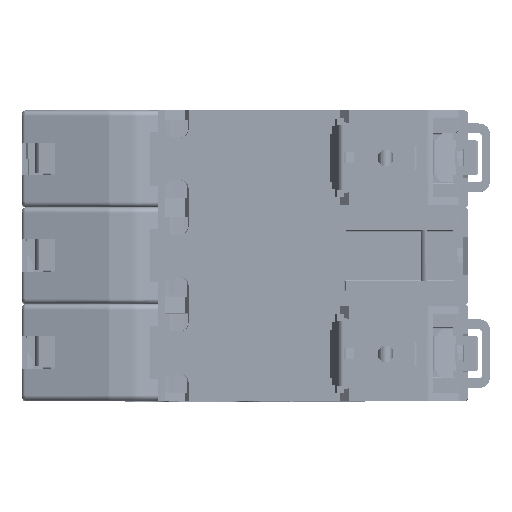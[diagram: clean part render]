
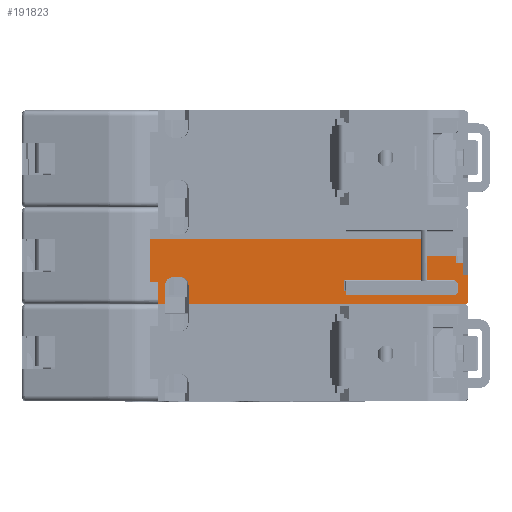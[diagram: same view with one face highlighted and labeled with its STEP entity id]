
A CAD part, top view. The second image highlights one B-rep face of the part: STEP entity #191823.
In plain terms, the highlighted planar face has unit normal (0, 0, 1).
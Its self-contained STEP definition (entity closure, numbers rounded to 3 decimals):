
#180729=DIRECTION('',(0.,1.,0.));
#180730=VECTOR('',#180729,4.4);
#180731=CARTESIAN_POINT('',(33.5,-13.3,44.));
#180732=LINE('',#180731,#180730);
#180733=CARTESIAN_POINT('',(40.3,-17.1,44.));
#180734=DIRECTION('',(0.,0.,-1.));
#180735=DIRECTION('',(1.,0.,0.));
#180736=AXIS2_PLACEMENT_3D('',#180733,#180734,#180735);
#180738=DIRECTION('',(-1.,0.,0.));
#180739=VECTOR('',#180738,50.7);
#180740=CARTESIAN_POINT('',(40.3,-17.8,44.));
#180741=LINE('',#180740,#180739);
#180742=DIRECTION('',(0.,1.,0.));
#180743=VECTOR('',#180742,3.5);
#180744=CARTESIAN_POINT('',(-10.4,-17.8,44.));
#180745=LINE('',#180744,#180743);
#180746=DIRECTION('',(-1.,0.,0.));
#180747=VECTOR('',#180746,1.233);
#180748=CARTESIAN_POINT('',(-11.934,-12.8,44.));
#180749=LINE('',#180748,#180747);
#180750=DIRECTION('',(-1.,0.,0.));
#180751=VECTOR('',#180750,2.8);
#180752=CARTESIAN_POINT('',(-14.7,-17.8,44.));
#180753=LINE('',#180752,#180751);
#180754=DIRECTION('',(0.,1.,0.));
#180755=VECTOR('',#180754,11.9);
#180756=CARTESIAN_POINT('',(-17.5,-17.8,44.));
#180757=LINE('',#180756,#180755);
#180758=DIRECTION('',(1.,0.,0.));
#180759=VECTOR('',#180758,49.8);
#180760=CARTESIAN_POINT('',(-17.5,-5.9,44.));
#180761=LINE('',#180760,#180759);
#180762=DIRECTION('',(0.707,0.707,0.));
#180763=VECTOR('',#180762,0.956);
#180764=CARTESIAN_POINT('',(37.824,-15.4,44.));
#180765=LINE('',#180764,#180763);
#180766=DIRECTION('',(0.,-1.,0.));
#180767=VECTOR('',#180766,1.424);
#180768=CARTESIAN_POINT('',(38.5,-13.3,44.));
#180769=LINE('',#180768,#180767);
#180807=DIRECTION('',(-1.,0.,0.));
#180808=VECTOR('',#180807,19.624);
#180809=CARTESIAN_POINT('',(37.824,-15.4,44.));
#180810=LINE('',#180809,#180808);
#180836=DIRECTION('',(0.,1.,0.));
#180837=VECTOR('',#180836,2.1);
#180838=CARTESIAN_POINT('',(18.2,-15.4,44.));
#180839=LINE('',#180838,#180837);
#180872=DIRECTION('',(1.,0.,0.));
#180873=VECTOR('',#180872,5.);
#180874=CARTESIAN_POINT('',(33.5,-13.3,44.));
#180875=LINE('',#180874,#180873);
#180918=DIRECTION('',(0.,1.,0.));
#180919=VECTOR('',#180918,7.4);
#180920=CARTESIAN_POINT('',(32.3,-13.3,44.));
#180921=LINE('',#180920,#180919);
#180947=DIRECTION('',(1.,0.,0.));
#180948=VECTOR('',#180947,14.1);
#180949=CARTESIAN_POINT('',(18.2,-13.3,44.));
#180950=LINE('',#180949,#180948);
#181195=DIRECTION('',(-1.,0.,0.));
#181196=VECTOR('',#181195,5.2);
#181197=CARTESIAN_POINT('',(38.7,-8.9,44.));
#181198=LINE('',#181197,#181196);
#181378=DIRECTION('',(0.,1.,0.));
#181379=VECTOR('',#181378,4.7);
#181380=CARTESIAN_POINT('',(41.,-17.1,44.));
#181381=LINE('',#181380,#181379);
#181382=DIRECTION('',(-1.,0.,0.));
#181383=VECTOR('',#181382,0.874);
#181384=CARTESIAN_POINT('',(41.,-12.4,44.));
#181385=LINE('',#181384,#181383);
#181394=DIRECTION('',(0.,1.,0.));
#181395=VECTOR('',#181394,2.1);
#181396=CARTESIAN_POINT('',(40.126,-12.4,44.));
#181397=LINE('',#181396,#181395);
#181410=DIRECTION('',(-1.,0.,0.));
#181411=VECTOR('',#181410,1.426);
#181412=CARTESIAN_POINT('',(40.126,-10.3,44.));
#181413=LINE('',#181412,#181411);
#181426=DIRECTION('',(0.,1.,0.));
#181427=VECTOR('',#181426,1.4);
#181428=CARTESIAN_POINT('',(38.7,-10.3,44.));
#181429=LINE('',#181428,#181427);
#185587=DIRECTION('',(0.,1.,0.));
#185588=VECTOR('',#185587,3.5);
#185589=CARTESIAN_POINT('',(-14.7,-17.8,44.));
#185590=LINE('',#185589,#185588);
#185607=CARTESIAN_POINT('',(-14.7,-14.3,44.));
#185608=CARTESIAN_POINT('',(-14.7,-14.047,44.));
#185609=CARTESIAN_POINT('',(-14.587,-13.654,44.));
#185610=CARTESIAN_POINT('',(-14.27,-13.214,44.));
#185611=CARTESIAN_POINT('',(-13.818,-12.907,44.));
#185612=CARTESIAN_POINT('',(-13.419,-12.8,44.));
#185613=CARTESIAN_POINT('',(-13.166,-12.8,44.));
#185635=CARTESIAN_POINT('',(-11.934,-12.8,44.));
#185636=CARTESIAN_POINT('',(-11.681,-12.8,44.));
#185637=CARTESIAN_POINT('',(-11.282,-12.907,44.));
#185638=CARTESIAN_POINT('',(-10.83,-13.214,44.));
#185639=CARTESIAN_POINT('',(-10.513,-13.654,44.));
#185640=CARTESIAN_POINT('',(-10.4,-14.047,44.));
#185641=CARTESIAN_POINT('',(-10.4,-14.3,44.));
#187220=CARTESIAN_POINT('',(-17.5,-17.8,44.));
#187221=VERTEX_POINT('',#187220);
#187222=CARTESIAN_POINT('',(-14.7,-17.8,44.));
#187223=VERTEX_POINT('',#187222);
#187228=CARTESIAN_POINT('',(-10.4,-17.8,44.));
#187229=VERTEX_POINT('',#187228);
#187230=CARTESIAN_POINT('',(40.3,-17.8,44.));
#187231=VERTEX_POINT('',#187230);
#187699=CARTESIAN_POINT('',(41.,-17.1,44.));
#187700=VERTEX_POINT('',#187699);
#187701=CARTESIAN_POINT('',(38.5,-13.3,44.));
#187702=CARTESIAN_POINT('',(38.5,-14.724,44.));
#187703=VERTEX_POINT('',#187701);
#187704=VERTEX_POINT('',#187702);
#187705=CARTESIAN_POINT('',(33.5,-13.3,44.));
#187706=VERTEX_POINT('',#187705);
#187707=CARTESIAN_POINT('',(33.5,-8.9,44.));
#187708=VERTEX_POINT('',#187707);
#187709=CARTESIAN_POINT('',(38.7,-8.9,44.));
#187710=VERTEX_POINT('',#187709);
#187711=CARTESIAN_POINT('',(38.7,-10.3,44.));
#187712=VERTEX_POINT('',#187711);
#187713=CARTESIAN_POINT('',(40.126,-10.3,44.));
#187714=VERTEX_POINT('',#187713);
#187715=CARTESIAN_POINT('',(40.126,-12.4,44.));
#187716=VERTEX_POINT('',#187715);
#187717=CARTESIAN_POINT('',(41.,-12.4,44.));
#187718=VERTEX_POINT('',#187717);
#187719=CARTESIAN_POINT('',(-10.4,-14.3,44.));
#187720=VERTEX_POINT('',#187719);
#187721=VERTEX_POINT('',#185635);
#187722=CARTESIAN_POINT('',(-13.166,-12.8,44.));
#187723=VERTEX_POINT('',#187722);
#187724=VERTEX_POINT('',#185607);
#187725=CARTESIAN_POINT('',(-17.5,-5.9,44.));
#187726=VERTEX_POINT('',#187725);
#187727=CARTESIAN_POINT('',(32.3,-5.9,44.));
#187728=VERTEX_POINT('',#187727);
#187729=CARTESIAN_POINT('',(32.3,-13.3,44.));
#187730=VERTEX_POINT('',#187729);
#187731=CARTESIAN_POINT('',(18.2,-13.3,44.));
#187732=VERTEX_POINT('',#187731);
#187733=CARTESIAN_POINT('',(18.2,-15.4,44.));
#187734=VERTEX_POINT('',#187733);
#187735=CARTESIAN_POINT('',(37.824,-15.4,44.));
#187736=VERTEX_POINT('',#187735);
#191771=CARTESIAN_POINT('',(-17.5,-17.8,44.));
#191772=DIRECTION('',(0.,0.,-1.));
#191773=DIRECTION('',(1.,0.,0.));
#191774=AXIS2_PLACEMENT_3D('',#191771,#191772,#191773);
#191775=PLANE('',#191774);
#191777=ORIENTED_EDGE('',*,*,#191776,.F.);
#191779=ORIENTED_EDGE('',*,*,#191778,.F.);
#191781=ORIENTED_EDGE('',*,*,#191780,.T.);
#191783=ORIENTED_EDGE('',*,*,#191782,.F.);
#191785=ORIENTED_EDGE('',*,*,#191784,.F.);
#191787=ORIENTED_EDGE('',*,*,#191786,.F.);
#191789=ORIENTED_EDGE('',*,*,#191788,.F.);
#191791=ORIENTED_EDGE('',*,*,#191790,.F.);
#191793=ORIENTED_EDGE('',*,*,#191792,.F.);
#191794=ORIENTED_EDGE('',*,*,#191755,.T.);
#191795=ORIENTED_EDGE('',*,*,#189795,.T.);
#191797=ORIENTED_EDGE('',*,*,#191796,.T.);
#191799=ORIENTED_EDGE('',*,*,#191798,.F.);
#191801=ORIENTED_EDGE('',*,*,#191800,.T.);
#191803=ORIENTED_EDGE('',*,*,#191802,.F.);
#191805=ORIENTED_EDGE('',*,*,#191804,.F.);
#191806=ORIENTED_EDGE('',*,*,#189787,.T.);
#191808=ORIENTED_EDGE('',*,*,#191807,.T.);
#191810=ORIENTED_EDGE('',*,*,#191809,.T.);
#191812=ORIENTED_EDGE('',*,*,#191811,.F.);
#191814=ORIENTED_EDGE('',*,*,#191813,.F.);
#191816=ORIENTED_EDGE('',*,*,#191815,.F.);
#191818=ORIENTED_EDGE('',*,*,#191817,.F.);
#191820=ORIENTED_EDGE('',*,*,#191819,.T.);
#191821=EDGE_LOOP('',(#191777,#191779,#191781,#191783,#191785,#191787,#191789,
#191791,#191793,#191794,#191795,#191797,#191799,#191801,#191803,#191805,#191806,
#191808,#191810,#191812,#191814,#191816,#191818,#191820));
#191822=FACE_OUTER_BOUND('',#191821,.F.);
#191823=ADVANCED_FACE('',(#191822),#191775,.F.);
#180737=CIRCLE('',#180736,0.7);
#185614=B_SPLINE_CURVE_WITH_KNOTS('',3,(#185607,#185608,#185609,#185610,#185611,
#185612,#185613),.UNSPECIFIED.,.F.,.F.,(4,1,1,1,4),(0.,0.25,0.5,0.75,
1.),.UNSPECIFIED.);
#185642=B_SPLINE_CURVE_WITH_KNOTS('',3,(#185635,#185636,#185637,#185638,#185639,
#185640,#185641),.UNSPECIFIED.,.F.,.F.,(4,1,1,1,4),(0.,0.25,0.5,0.75,
1.),.UNSPECIFIED.);
#189787=EDGE_CURVE('',#187223,#187221,#180753,.T.);
#189795=EDGE_CURVE('',#187231,#187229,#180741,.T.);
#191755=EDGE_CURVE('',#187700,#187231,#180737,.T.);
#191776=EDGE_CURVE('',#187703,#187704,#180769,.T.);
#191778=EDGE_CURVE('',#187706,#187703,#180875,.T.);
#191780=EDGE_CURVE('',#187706,#187708,#180732,.T.);
#191782=EDGE_CURVE('',#187710,#187708,#181198,.T.);
#191784=EDGE_CURVE('',#187712,#187710,#181429,.T.);
#191786=EDGE_CURVE('',#187714,#187712,#181413,.T.);
#191788=EDGE_CURVE('',#187716,#187714,#181397,.T.);
#191790=EDGE_CURVE('',#187718,#187716,#181385,.T.);
#191792=EDGE_CURVE('',#187700,#187718,#181381,.T.);
#191796=EDGE_CURVE('',#187229,#187720,#180745,.T.);
#191798=EDGE_CURVE('',#187721,#187720,#185642,.T.);
#191800=EDGE_CURVE('',#187721,#187723,#180749,.T.);
#191802=EDGE_CURVE('',#187724,#187723,#185614,.T.);
#191804=EDGE_CURVE('',#187223,#187724,#185590,.T.);
#191807=EDGE_CURVE('',#187221,#187726,#180757,.T.);
#191809=EDGE_CURVE('',#187726,#187728,#180761,.T.);
#191811=EDGE_CURVE('',#187730,#187728,#180921,.T.);
#191813=EDGE_CURVE('',#187732,#187730,#180950,.T.);
#191815=EDGE_CURVE('',#187734,#187732,#180839,.T.);
#191817=EDGE_CURVE('',#187736,#187734,#180810,.T.);
#191819=EDGE_CURVE('',#187736,#187704,#180765,.T.);
